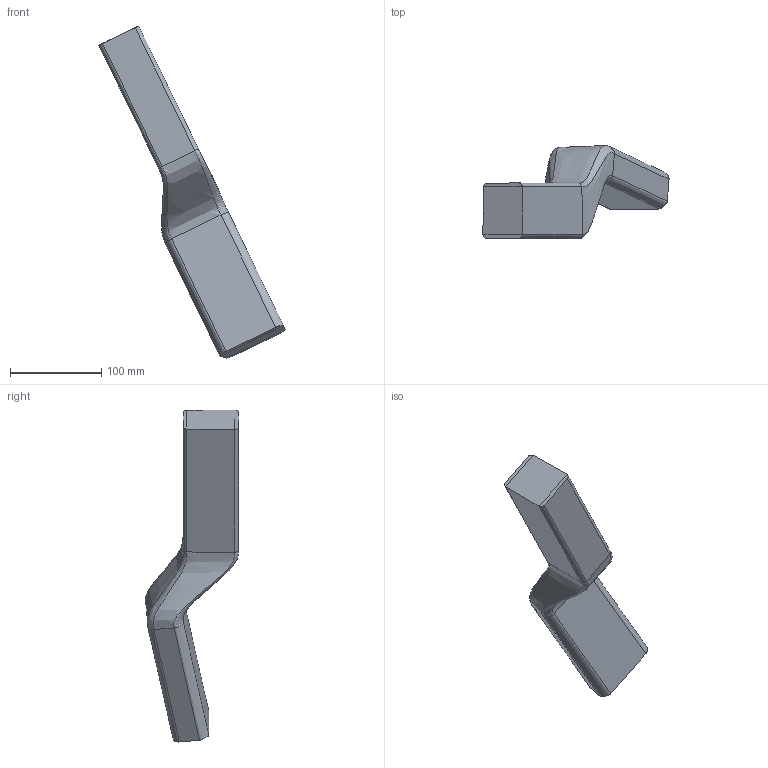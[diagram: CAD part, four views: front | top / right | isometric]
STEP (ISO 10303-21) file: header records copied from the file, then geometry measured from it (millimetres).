
FILE_DESCRIPTION(('CATIA V5 STEP Exchange'),'2;1');
FILE_NAME('S-bendWJ16Jun2011.stp','2011-06-16T12:33:55+00:00',('none'),('none'),'CATIA Version 5 Release 19 GA (IN-10)','CATIA V5 STEP AP203','none');
FILE_SCHEMA(('CONFIG_CONTROL_DESIGN'));
Length unit declared in the file: millimetre
Bounding box: 204.38 x 102.26 x 364.47 mm (x, y, z)
Surface area: 86456.9 mm2 (no closed solid volume)
Topology: 0 solids, 30 shells, 30 faces, 120 edges, 120 vertices
Faces by surface type: bspline 30
Entity records: 2756 total; most frequent: CARTESIAN_POINT 2049, ORIENTED_EDGE 120, B_SPLINE_CURVE_WITH_KNOTS 120, EDGE_CURVE 120, VERTEX_POINT 120, OPEN_SHELL 30, SHELL_BASED_SURFACE_MODEL 30, ADVANCED_FACE 30
